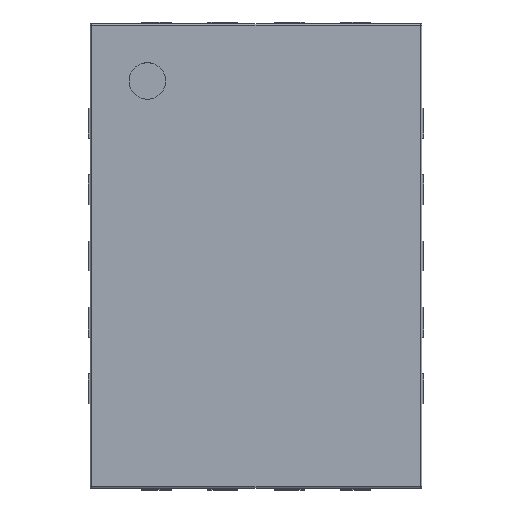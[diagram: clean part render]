
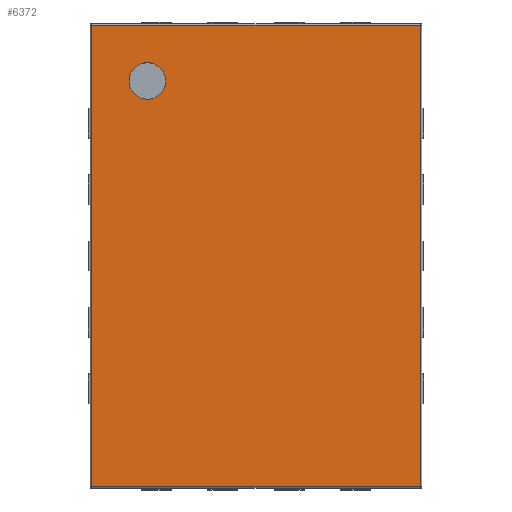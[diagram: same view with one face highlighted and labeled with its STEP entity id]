
A CAD part, top view. The second image highlights one B-rep face of the part: STEP entity #6372.
In plain terms, the highlighted planar face has unit normal (0, 0, 1).
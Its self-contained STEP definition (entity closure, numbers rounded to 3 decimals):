
#72=CIRCLE('',#6539,0.11);
#795=ORIENTED_EDGE('',*,*,#1942,.T.);
#796=ORIENTED_EDGE('',*,*,#1943,.T.);
#797=ORIENTED_EDGE('',*,*,#1944,.T.);
#798=ORIENTED_EDGE('',*,*,#1945,.T.);
#799=ORIENTED_EDGE('',*,*,#1664,.T.);
#1664=EDGE_CURVE('',#2308,#2308,#72,.T.);
#1942=EDGE_CURVE('',#2504,#2505,#3060,.T.);
#1943=EDGE_CURVE('',#2505,#2506,#3061,.T.);
#1944=EDGE_CURVE('',#2506,#2507,#3062,.T.);
#1945=EDGE_CURVE('',#2507,#2504,#3063,.T.);
#2308=VERTEX_POINT('',#8371);
#2504=VERTEX_POINT('',#8936);
#2505=VERTEX_POINT('',#8937);
#2506=VERTEX_POINT('',#8939);
#2507=VERTEX_POINT('',#8941);
#3060=LINE('',#8935,#3681);
#3061=LINE('',#8938,#3682);
#3062=LINE('',#8940,#3683);
#3063=LINE('',#8942,#3684);
#3681=VECTOR('',#7532,1000.);
#3682=VECTOR('',#7533,1000.);
#3683=VECTOR('',#7534,1000.);
#3684=VECTOR('',#7535,1000.);
#4004=EDGE_LOOP('',(#795,#796,#797,#798));
#4005=EDGE_LOOP('',(#799));
#4247=FACE_BOUND('',#4004,.T.);
#4248=FACE_BOUND('',#4005,.T.);
#4488=PLANE('',#6630);
#6372=ADVANCED_FACE('',(#4247,#4248),#4488,.T.);
#6539=AXIS2_PLACEMENT_3D('',#8370,#7071,#7072);
#6630=AXIS2_PLACEMENT_3D('',#8934,#7530,#7531);
#7071=DIRECTION('',(0.,0.,-1.));
#7072=DIRECTION('',(1.,0.,0.));
#7530=DIRECTION('',(0.,0.,1.));
#7531=DIRECTION('',(1.,0.,0.));
#7532=DIRECTION('',(0.,1.,0.));
#7533=DIRECTION('',(-1.,0.,0.));
#7534=DIRECTION('',(0.,-1.,0.));
#7535=DIRECTION('',(1.,0.,0.));
#8370=CARTESIAN_POINT('',(-0.655,1.054,0.));
#8371=CARTESIAN_POINT('',(-0.545,1.054,0.));
#8934=CARTESIAN_POINT('',(0.,0.,0.));
#8935=CARTESIAN_POINT('',(0.99,0.,0.));
#8936=CARTESIAN_POINT('',(0.99,-1.39,0.));
#8937=CARTESIAN_POINT('',(0.99,1.39,0.));
#8938=CARTESIAN_POINT('',(0.,1.39,0.));
#8939=CARTESIAN_POINT('',(-0.99,1.39,0.));
#8940=CARTESIAN_POINT('',(-0.99,0.,0.));
#8941=CARTESIAN_POINT('',(-0.99,-1.39,0.));
#8942=CARTESIAN_POINT('',(0.,-1.39,0.));
